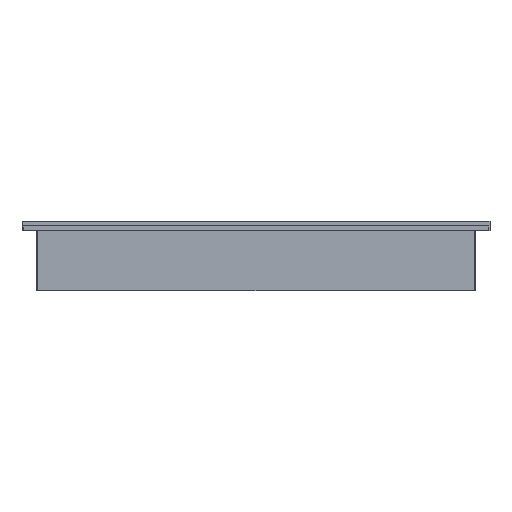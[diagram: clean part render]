
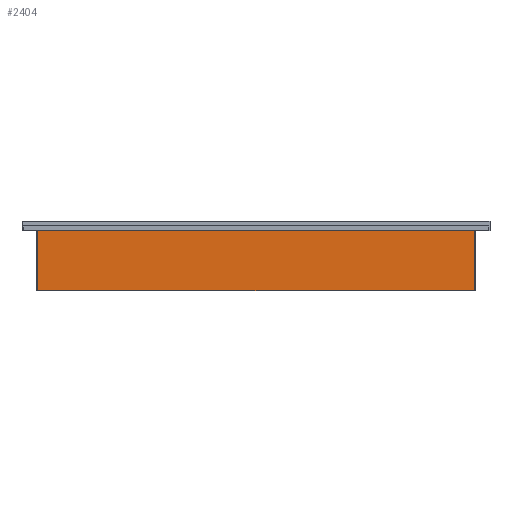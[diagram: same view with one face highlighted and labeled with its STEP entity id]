
A CAD part, front view. The second image highlights one B-rep face of the part: STEP entity #2404.
In plain terms, the highlighted planar face has unit normal (0, -1, 0).
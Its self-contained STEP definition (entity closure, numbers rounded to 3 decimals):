
#50 = CARTESIAN_POINT ( 'NONE',  ( 165., -165., 0. ) ) ;
#200 = CARTESIAN_POINT ( 'NONE',  ( -165., -165., 0. ) ) ;
#496 = DIRECTION ( 'NONE',  ( 1., 0., 0. ) ) ;
#523 = EDGE_CURVE ( 'NONE', #3546, #2556, #1084, .T. ) ;
#673 = CARTESIAN_POINT ( 'NONE',  ( 165., -165., -47.5 ) ) ;
#757 = DIRECTION ( 'NONE',  ( 0., -1., 0. ) ) ;
#772 = LINE ( 'NONE', #2625, #1614 ) ;
#797 = FACE_OUTER_BOUND ( 'NONE', #3614, .T. ) ;
#825 = CARTESIAN_POINT ( 'NONE',  ( -165., -165., -47.5 ) ) ;
#874 = ORIENTED_EDGE ( 'NONE', *, *, #523, .F. ) ;
#943 = VECTOR ( 'NONE', #2872, 1000. ) ;
#1038 = VERTEX_POINT ( 'NONE', #825 ) ;
#1084 = LINE ( 'NONE', #1380, #3540 ) ;
#1301 = EDGE_CURVE ( 'NONE', #1038, #3546, #772, .T. ) ;
#1380 = CARTESIAN_POINT ( 'NONE',  ( 165., -165., 0. ) ) ;
#1582 = CARTESIAN_POINT ( 'NONE',  ( 165., -165., -47.5 ) ) ;
#1614 = VECTOR ( 'NONE', #3229, 1000. ) ;
#1663 = ORIENTED_EDGE ( 'NONE', *, *, #3333, .T. ) ;
#1976 = VERTEX_POINT ( 'NONE', #1582 ) ;
#2007 = PLANE ( 'NONE',  #2784 ) ;
#2403 = VECTOR ( 'NONE', #2824, 1000. ) ;
#2404 = ADVANCED_FACE ( 'NONE', ( #797 ), #2007, .T. ) ;
#2492 = LINE ( 'NONE', #3121, #943 ) ;
#2556 = VERTEX_POINT ( 'NONE', #50 ) ;
#2625 = CARTESIAN_POINT ( 'NONE',  ( -165., -165., -47.5 ) ) ;
#2784 = AXIS2_PLACEMENT_3D ( 'NONE', #3233, #757, #496 ) ;
#2824 = DIRECTION ( 'NONE',  ( 0., 0., 1. ) ) ;
#2872 = DIRECTION ( 'NONE',  ( 1., 0., 0. ) ) ;
#2987 = EDGE_CURVE ( 'NONE', #1976, #2556, #3408, .T. ) ;
#3121 = CARTESIAN_POINT ( 'NONE',  ( -165., -165., -47.5 ) ) ;
#3182 = DIRECTION ( 'NONE',  ( 1., 0., 0. ) ) ;
#3229 = DIRECTION ( 'NONE',  ( 0., 0., 1. ) ) ;
#3233 = CARTESIAN_POINT ( 'NONE',  ( -165., -165., -47.5 ) ) ;
#3261 = ORIENTED_EDGE ( 'NONE', *, *, #2987, .T. ) ;
#3333 = EDGE_CURVE ( 'NONE', #1038, #1976, #2492, .T. ) ;
#3408 = LINE ( 'NONE', #673, #2403 ) ;
#3442 = ORIENTED_EDGE ( 'NONE', *, *, #1301, .F. ) ;
#3540 = VECTOR ( 'NONE', #3182, 1000. ) ;
#3546 = VERTEX_POINT ( 'NONE', #200 ) ;
#3614 = EDGE_LOOP ( 'NONE', ( #3261, #874, #3442, #1663 ) ) ;
